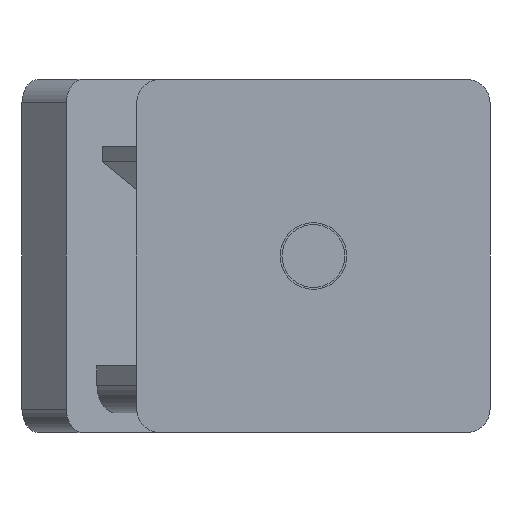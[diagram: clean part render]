
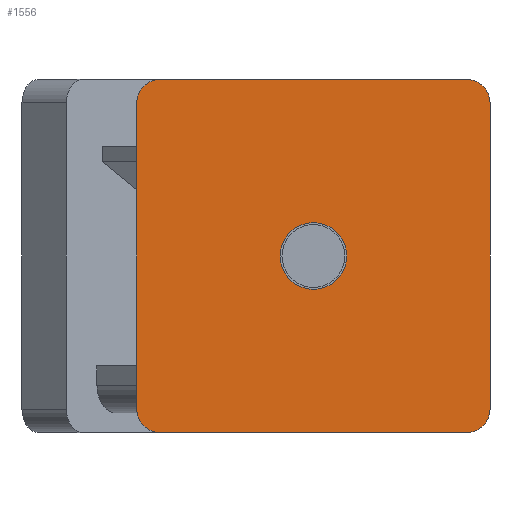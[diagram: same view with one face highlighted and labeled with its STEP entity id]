
A CAD part, front view. The second image highlights one B-rep face of the part: STEP entity #1556.
In plain terms, the highlighted planar face has unit normal (0, -1, 0).
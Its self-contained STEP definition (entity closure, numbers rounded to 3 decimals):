
#108 = DIRECTION ( 'NONE',  ( 0., -1., 0. ) ) ;
#111 = CARTESIAN_POINT ( 'NONE',  ( -19.5, -8., 22.5 ) ) ;
#399 = DIRECTION ( 'NONE',  ( 0., 0., 1. ) ) ;
#419 = AXIS2_PLACEMENT_3D ( 'NONE', #2371, #2335, #3104 ) ;
#435 = DIRECTION ( 'NONE',  ( 0., 1., 0. ) ) ;
#436 = EDGE_LOOP ( 'NONE', ( #3891, #1276, #2064, #4182, #1684, #5297, #2987, #4096 ) ) ;
#484 = DIRECTION ( 'NONE',  ( 0., 0., 1. ) ) ;
#528 = VECTOR ( 'NONE', #956, 1000. ) ;
#695 = VERTEX_POINT ( 'NONE', #5290 ) ;
#761 = AXIS2_PLACEMENT_3D ( 'NONE', #2716, #108, #2317 ) ;
#805 = PLANE ( 'NONE',  #1764 ) ;
#956 = DIRECTION ( 'NONE',  ( -1., 0., 0. ) ) ;
#961 = EDGE_LOOP ( 'NONE', ( #5294, #4872 ) ) ;
#1136 = EDGE_CURVE ( 'NONE', #3937, #695, #4415, .T. ) ;
#1192 = EDGE_CURVE ( 'NONE', #1817, #1882, #4095, .T. ) ;
#1201 = CARTESIAN_POINT ( 'NONE',  ( -19.5, -8., 19.5 ) ) ;
#1276 = ORIENTED_EDGE ( 'NONE', *, *, #1592, .F. ) ;
#1416 = CARTESIAN_POINT ( 'NONE',  ( 22.5, -8., 0. ) ) ;
#1484 = CIRCLE ( 'NONE', #2682, 3. ) ;
#1556 = ADVANCED_FACE ( 'NONE', ( #4619, #4399 ), #805, .F. ) ;
#1560 = CARTESIAN_POINT ( 'NONE',  ( -22.5, -8., 19.5 ) ) ;
#1578 = DIRECTION ( 'NONE',  ( 0., 0., 1. ) ) ;
#1592 = EDGE_CURVE ( 'NONE', #3099, #1817, #5320, .T. ) ;
#1645 = CARTESIAN_POINT ( 'NONE',  ( -22.5, -8., 0. ) ) ;
#1684 = ORIENTED_EDGE ( 'NONE', *, *, #2684, .F. ) ;
#1719 = CIRCLE ( 'NONE', #419, 4.25 ) ;
#1751 = CARTESIAN_POINT ( 'NONE',  ( 19.5, -8., -19.5 ) ) ;
#1764 = AXIS2_PLACEMENT_3D ( 'NONE', #2556, #435, #2176 ) ;
#1817 = VERTEX_POINT ( 'NONE', #5072 ) ;
#1835 = CARTESIAN_POINT ( 'NONE',  ( -19.5, -8., -19.5 ) ) ;
#1882 = VERTEX_POINT ( 'NONE', #3645 ) ;
#1992 = DIRECTION ( 'NONE',  ( 0., 0., 1. ) ) ;
#2020 = AXIS2_PLACEMENT_3D ( 'NONE', #1751, #3039, #399 ) ;
#2058 = EDGE_CURVE ( 'NONE', #2197, #2132, #2090, .T. ) ;
#2064 = ORIENTED_EDGE ( 'NONE', *, *, #2412, .F. ) ;
#2090 = LINE ( 'NONE', #3623, #528 ) ;
#2121 = VERTEX_POINT ( 'NONE', #2898 ) ;
#2132 = VERTEX_POINT ( 'NONE', #3247 ) ;
#2156 = LINE ( 'NONE', #1645, #3484 ) ;
#2176 = DIRECTION ( 'NONE',  ( 0., 0., 1. ) ) ;
#2194 = CIRCLE ( 'NONE', #2222, 3. ) ;
#2197 = VERTEX_POINT ( 'NONE', #3798 ) ;
#2222 = AXIS2_PLACEMENT_3D ( 'NONE', #1835, #3602, #484 ) ;
#2317 = DIRECTION ( 'NONE',  ( 0., 0., -1. ) ) ;
#2335 = DIRECTION ( 'NONE',  ( 0., -1., 0. ) ) ;
#2371 = CARTESIAN_POINT ( 'NONE',  ( 0., -8., 0. ) ) ;
#2412 = EDGE_CURVE ( 'NONE', #2481, #3099, #1484, .T. ) ;
#2481 = VERTEX_POINT ( 'NONE', #1560 ) ;
#2556 = CARTESIAN_POINT ( 'NONE',  ( 0., -8., 0. ) ) ;
#2632 = CARTESIAN_POINT ( 'NONE',  ( 0., -8., 22.5 ) ) ;
#2682 = AXIS2_PLACEMENT_3D ( 'NONE', #1201, #5125, #1578 ) ;
#2684 = EDGE_CURVE ( 'NONE', #2132, #5696, #2194, .T. ) ;
#2716 = CARTESIAN_POINT ( 'NONE',  ( 0., -8., 0. ) ) ;
#2783 = VECTOR ( 'NONE', #5444, 1000. ) ;
#2898 = CARTESIAN_POINT ( 'NONE',  ( 22.5, -8., -19.5 ) ) ;
#2969 = EDGE_CURVE ( 'NONE', #5696, #2481, #2156, .T. ) ;
#2987 = ORIENTED_EDGE ( 'NONE', *, *, #5021, .F. ) ;
#3039 = DIRECTION ( 'NONE',  ( 0., 1., 0. ) ) ;
#3099 = VERTEX_POINT ( 'NONE', #111 ) ;
#3104 = DIRECTION ( 'NONE',  ( 0., 0., -1. ) ) ;
#3187 = CARTESIAN_POINT ( 'NONE',  ( 0., -8., 4.25 ) ) ;
#3247 = CARTESIAN_POINT ( 'NONE',  ( -19.5, -8., -22.5 ) ) ;
#3484 = VECTOR ( 'NONE', #5208, 1000. ) ;
#3602 = DIRECTION ( 'NONE',  ( 0., 1., 0. ) ) ;
#3623 = CARTESIAN_POINT ( 'NONE',  ( 0., -8., -22.5 ) ) ;
#3645 = CARTESIAN_POINT ( 'NONE',  ( 22.5, -8., 19.5 ) ) ;
#3798 = CARTESIAN_POINT ( 'NONE',  ( 19.5, -8., -22.5 ) ) ;
#3891 = ORIENTED_EDGE ( 'NONE', *, *, #1192, .F. ) ;
#3937 = VERTEX_POINT ( 'NONE', #3187 ) ;
#4095 = CIRCLE ( 'NONE', #4673, 3. ) ;
#4096 = ORIENTED_EDGE ( 'NONE', *, *, #4639, .F. ) ;
#4182 = ORIENTED_EDGE ( 'NONE', *, *, #2969, .F. ) ;
#4228 = CARTESIAN_POINT ( 'NONE',  ( 19.5, -8., 19.5 ) ) ;
#4399 = FACE_OUTER_BOUND ( 'NONE', #436, .T. ) ;
#4415 = CIRCLE ( 'NONE', #761, 4.25 ) ;
#4548 = VECTOR ( 'NONE', #5720, 1000. ) ;
#4619 = FACE_BOUND ( 'NONE', #961, .T. ) ;
#4639 = EDGE_CURVE ( 'NONE', #1882, #2121, #5705, .T. ) ;
#4671 = DIRECTION ( 'NONE',  ( 0., 1., 0. ) ) ;
#4673 = AXIS2_PLACEMENT_3D ( 'NONE', #4228, #4671, #1992 ) ;
#4872 = ORIENTED_EDGE ( 'NONE', *, *, #1136, .F. ) ;
#4985 = EDGE_CURVE ( 'NONE', #695, #3937, #1719, .T. ) ;
#5021 = EDGE_CURVE ( 'NONE', #2121, #2197, #5140, .T. ) ;
#5072 = CARTESIAN_POINT ( 'NONE',  ( 19.5, -8., 22.5 ) ) ;
#5125 = DIRECTION ( 'NONE',  ( 0., 1., 0. ) ) ;
#5140 = CIRCLE ( 'NONE', #2020, 3. ) ;
#5208 = DIRECTION ( 'NONE',  ( 0., 0., 1. ) ) ;
#5290 = CARTESIAN_POINT ( 'NONE',  ( 0., -8., -4.25 ) ) ;
#5294 = ORIENTED_EDGE ( 'NONE', *, *, #4985, .F. ) ;
#5296 = CARTESIAN_POINT ( 'NONE',  ( -22.5, -8., -19.5 ) ) ;
#5297 = ORIENTED_EDGE ( 'NONE', *, *, #2058, .F. ) ;
#5320 = LINE ( 'NONE', #2632, #4548 ) ;
#5444 = DIRECTION ( 'NONE',  ( 0., 0., -1. ) ) ;
#5696 = VERTEX_POINT ( 'NONE', #5296 ) ;
#5705 = LINE ( 'NONE', #1416, #2783 ) ;
#5720 = DIRECTION ( 'NONE',  ( 1., 0., 0. ) ) ;
